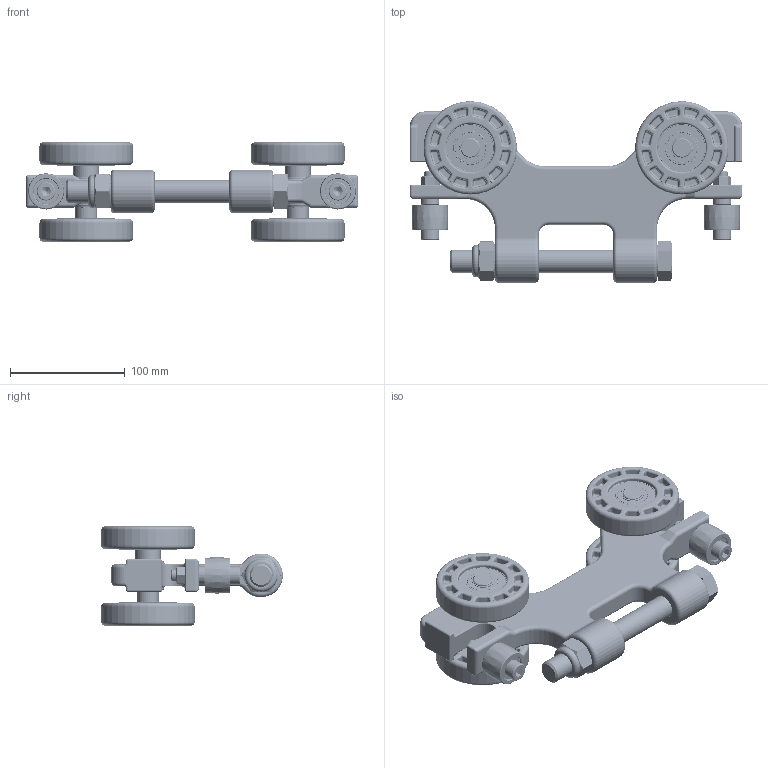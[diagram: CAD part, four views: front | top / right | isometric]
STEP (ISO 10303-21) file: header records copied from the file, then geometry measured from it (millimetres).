
FILE_DESCRIPTION((''),'2;1');
FILE_NAME('20011 SHORT BODY LOAD TROLLEY.stp','2011-03-29T11:58:37',('jholman'),(''),'Autodesk Inventor 2011','Autodesk Inventor 2011','');
FILE_SCHEMA(('AUTOMOTIVE_DESIGN { 1 0 10303 214 1 1 1 1 }'));
Length unit declared in the file: inch
Products named in the file (17): 20011; 3D11X4B4D; 3D11JDF4B; 3D11I6B4A; 3D11H6B4A; 3D11ODF4B; 3D11KDF4A; 3D11MDF4A; 3D11LDF4A; 3D11NDF4A; Hex Nut - UNC (Regular Thread - Inch) 3/8 - 16; Hex Cap Screw - Metric M20 x 180; 3D1173G4D; 32045; 3D11HDF4B; 3D11IDF4A; AS 1420 - Metric M10 x 50
Assembly tree (28 placements, depth 3):
  20011
    3D11X4B4D
    3D11JDF4B  x2
    3D11I6B4A  x2
    3D11H6B4A  x4
    3D11ODF4B  x2
      3D11KDF4A
      3D11MDF4A
      3D11LDF4A
      3D11NDF4A
    Hex Nut - UNC (Regular Thread - Inch) 3/8 - 16  x2
    Hex Cap Screw - Metric M20 x 180
    3D1173G4D
    32045  x4
      3D11HDF4B
      3D11IDF4A
    AS 1420 - Metric M10 x 50  x2
Bounding box: 288.93 x 158.05 x 87.23 mm (x, y, z)
Volume: 891005.8 mm3; surface area: 233040.2 mm2
Topology: 31 solids, 33 shells, 4308 faces, 9859 edges, 5377 vertices
Faces by surface type: plane 1106, bspline 1066, torus 766, cylinder 650, sphere 456, cone 264
Full cylindrical faces by diameter (mm): 1.016 x8, 1.321 x4, 7.798 x2, 9.525 x8, 9.754 x2, 10 x2, 12.7 x4, 15.875 x2, 15.977 x4, 16 x2, 16.954 x8, 16.993 x4, 17.475 x1, 17.602 x1, 17.78 x2, 17.882 x2, 18.974 x1, 19.05 x8, 20 x1, 20.638 x2, 22.098 x4, 22.174 x4, 22.225 x6, 26.594 x8, 26.797 x8, 27.7 x1, 28.575 x4, 28.577 x1, 41.707 x8, 41.91 x8
Entity records: 47786 total; most frequent: CARTESIAN_POINT 17375, DIRECTION 6151, ORIENTED_EDGE 6004, EDGE_CURVE 3002, AXIS2_PLACEMENT_3D 2683, VERTEX_POINT 1761, EDGE_LOOP 1681, CIRCLE 1492
